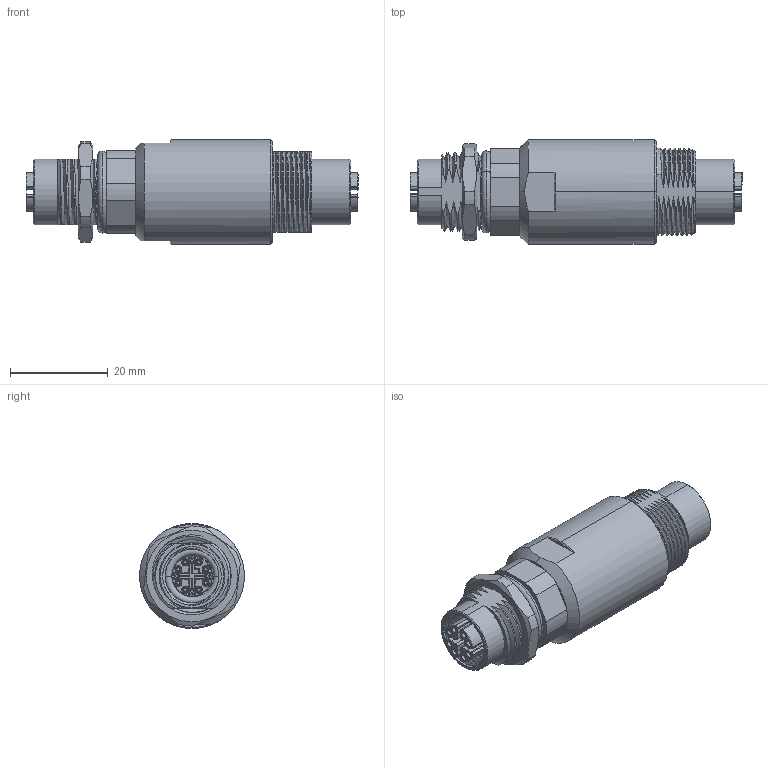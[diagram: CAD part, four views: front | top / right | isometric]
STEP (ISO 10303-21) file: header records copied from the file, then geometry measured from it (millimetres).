
FILE_DESCRIPTION (( 'STEP AP203' ), '1' );
FILE_NAME ('P254.STEP', '2020-03-31T08:27:57', ( 'edpusr' ), ( 'Microsoft' ), 'SwSTEP 2.0', 'SolidWorks 2015', '' );
FILE_SCHEMA (( 'CONFIG_CONTROL_DESIGN' ));
Length unit declared in the file: millimetre
Products named in the file (1): P254
Bounding box: 68 x 21.5 x 21.5 mm (x, y, z)
Volume: 10159.8 mm3; surface area: 15761.3 mm2
Topology: 27 solids, 27 shells, 1616 faces, 4036 edges, 2575 vertices
Faces by surface type: cylinder 636, plane 577, bspline 224, cone 167, torus 12
Entity records: 68119 total; most frequent: CARTESIAN_POINT 30698, ORIENTED_EDGE 8032, DIRECTION 7629, EDGE_CURVE 4016, AXIS2_PLACEMENT_3D 2957, VERTEX_POINT 2575, EDGE_LOOP 1795, LINE 1715
